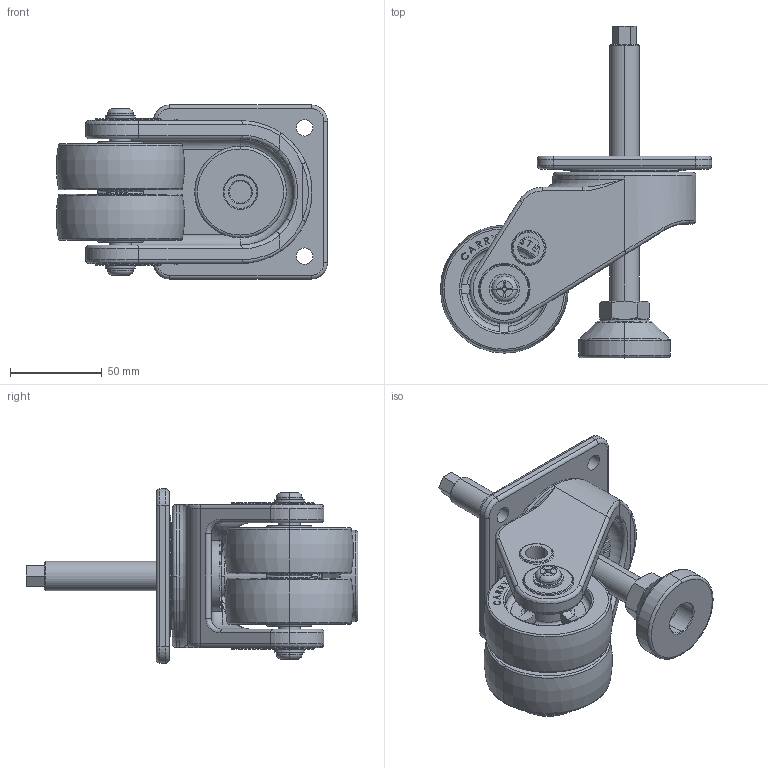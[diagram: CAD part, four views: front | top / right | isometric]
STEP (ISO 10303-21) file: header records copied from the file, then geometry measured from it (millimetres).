
FILE_DESCRIPTION (( 'STEP AP203' ), '1' );
FILE_NAME ('ALCT-1000F ASSY.STEP', '2015-09-09T07:31:48', ( 'WON SINCHUL' ), ( 'Hewlett-Packard Company' ), 'SwSTEP 2.0', 'SolidWorks 2015', '' );
FILE_SCHEMA (( 'CONFIG_CONTROL_DESIGN' ));
Length unit declared in the file: millimetre
Products named in the file (1): ALCT-1000F ASSY
Bounding box: 147.87 x 181 x 95 mm (x, y, z)
Volume: 487520 mm3; surface area: 134053.9 mm2
Topology: 35 solids, 35 shells, 1150 faces, 3038 edges, 1994 vertices
Faces by surface type: plane 590, cylinder 177, bspline 172, torus 131, sphere 46, cone 34
Entity records: 44920 total; most frequent: CARTESIAN_POINT 17900, ORIENTED_EDGE 5838, DIRECTION 5083, EDGE_CURVE 2919, VERTEX_POINT 1925, AXIS2_PLACEMENT_3D 1707, LINE 1669, VECTOR 1669
